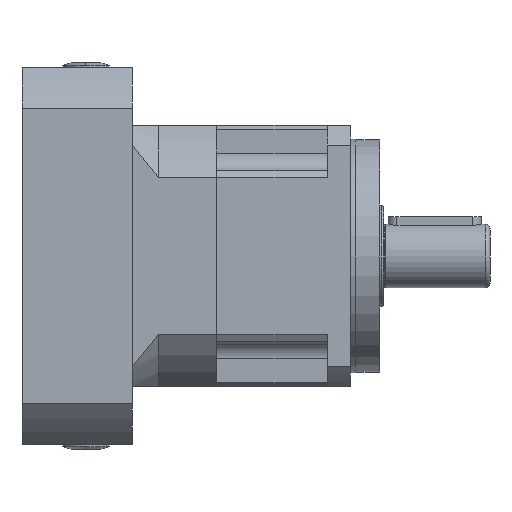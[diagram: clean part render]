
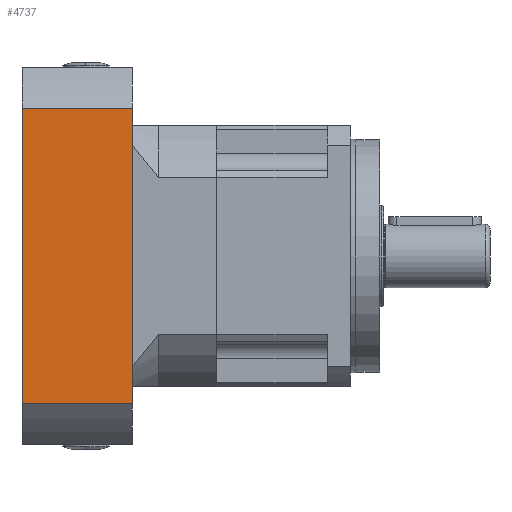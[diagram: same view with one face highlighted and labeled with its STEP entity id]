
A CAD part, front view. The second image highlights one B-rep face of the part: STEP entity #4737.
In plain terms, the highlighted planar face has unit normal (0, -1, 0).
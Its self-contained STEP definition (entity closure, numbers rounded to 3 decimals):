
#2345 = VERTEX_POINT ( 'NONE', #3447 ) ;
#2348 = VERTEX_POINT ( 'NONE', #3450 ) ;
#2350 = VERTEX_POINT ( 'NONE', #3452 ) ;
#2351 = VERTEX_POINT ( 'NONE', #3453 ) ;
#3447 = CARTESIAN_POINT ( 'NONE',  ( -60.85, -75.043, -46.915 ) ) ;
#3450 = CARTESIAN_POINT ( 'NONE',  ( -22.85, -75.043, -46.915 ) ) ;
#3452 = CARTESIAN_POINT ( 'NONE',  ( -60.85, -75.043, 54.697 ) ) ;
#3453 = CARTESIAN_POINT ( 'NONE',  ( -22.85, -75.043, 54.697 ) ) ;
#4232 = ORIENTED_EDGE ( 'NONE', *, *, #15823, .F. ) ;
#4233 = ORIENTED_EDGE ( 'NONE', *, *, #15863, .F. ) ;
#4234 = ORIENTED_EDGE ( 'NONE', *, *, #15821, .F. ) ;
#4235 = ORIENTED_EDGE ( 'NONE', *, *, #15848, .T. ) ;
#4737 = ADVANCED_FACE ( 'NONE', ( #9712 ), #5588, .F. ) ;
#5409 = AXIS2_PLACEMENT_3D ( 'NONE', #5585, #5590, #5591 ) ;
#5585 = CARTESIAN_POINT ( 'NONE',  ( -66.85, -75.043, -53.764 ) ) ;
#5588 = PLANE ( 'NONE',  #5409 ) ;
#5590 = DIRECTION ( 'NONE',  ( 0., 1., 0. ) ) ;
#5591 = DIRECTION ( 'NONE',  ( 0., 0., 1. ) ) ;
#7889 = EDGE_LOOP ( 'NONE', ( #4235, #4234, #4233, #4232 ) ) ;
#9712 = FACE_OUTER_BOUND ( 'NONE', #7889, .T. ) ;
#11411 = LINE ( 'NONE', #15022, #11416 ) ;
#11414 = LINE ( 'NONE', #15028, #11420 ) ;
#11416 = VECTOR ( 'NONE', #15010, 1000. ) ;
#11420 = VECTOR ( 'NONE', #15021, 1000. ) ;
#11452 = LINE ( 'NONE', #15134, #11456 ) ;
#11456 = VECTOR ( 'NONE', #15140, 1000. ) ;
#11476 = LINE ( 'NONE', #15174, #11479 ) ;
#11479 = VECTOR ( 'NONE', #15175, 1000. ) ;
#15010 = DIRECTION ( 'NONE',  ( 1., 0., 0. ) ) ;
#15021 = DIRECTION ( 'NONE',  ( -1., 0., 0. ) ) ;
#15022 = CARTESIAN_POINT ( 'NONE',  ( -64.722, -75.043, 54.697 ) ) ;
#15028 = CARTESIAN_POINT ( 'NONE',  ( -64.722, -75.043, -46.915 ) ) ;
#15134 = CARTESIAN_POINT ( 'NONE',  ( -22.85, -75.043, -53.764 ) ) ;
#15140 = DIRECTION ( 'NONE',  ( 0., 0., 1. ) ) ;
#15174 = CARTESIAN_POINT ( 'NONE',  ( -60.85, -75.043, 86.391 ) ) ;
#15175 = DIRECTION ( 'NONE',  ( 0., 0., 1. ) ) ;
#15821 = EDGE_CURVE ( 'NONE', #2350, #2351, #11411, .T. ) ;
#15823 = EDGE_CURVE ( 'NONE', #2348, #2345, #11414, .T. ) ;
#15848 = EDGE_CURVE ( 'NONE', #2348, #2351, #11452, .T. ) ;
#15863 = EDGE_CURVE ( 'NONE', #2345, #2350, #11476, .T. ) ;
